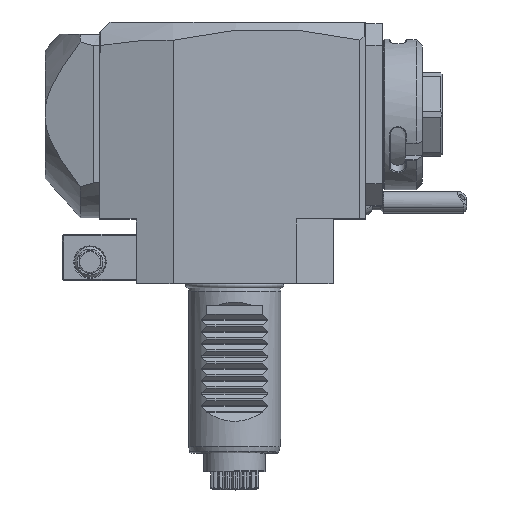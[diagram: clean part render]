
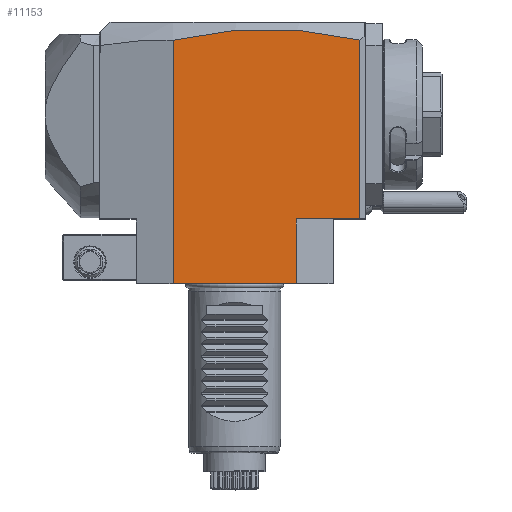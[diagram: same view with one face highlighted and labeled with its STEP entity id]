
A CAD part, top view. The second image highlights one B-rep face of the part: STEP entity #11153.
In plain terms, the highlighted planar face has unit normal (0, 0, 1).
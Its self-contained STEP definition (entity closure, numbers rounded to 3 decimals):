
#17=DIRECTION('',(-1.,0.,0.));
#18=VECTOR('',#17,40.);
#19=CARTESIAN_POINT('',(20.,0.,32.));
#20=LINE('',#19,#18);
#309=DIRECTION('',(-1.,0.,0.));
#310=VECTOR('',#309,20.5);
#311=CARTESIAN_POINT('',(40.5,21.,32.));
#312=LINE('',#311,#310);
#313=CARTESIAN_POINT('',(40.5,79.133,32.));
#314=CARTESIAN_POINT('',(35.458,80.345,32.));
#315=CARTESIAN_POINT('',(25.373,82.145,32.));
#316=CARTESIAN_POINT('',(10.247,83.032,32.));
#317=CARTESIAN_POINT('',(-4.877,82.124,32.));
#318=CARTESIAN_POINT('',(-14.959,80.311,32.));
#319=CARTESIAN_POINT('',(-20.,79.092,32.));
#325=DIRECTION('',(0.,1.,0.));
#326=VECTOR('',#325,58.133);
#327=CARTESIAN_POINT('',(40.5,21.,32.));
#328=LINE('',#327,#326);
#552=DIRECTION('',(0.,-1.,0.));
#553=VECTOR('',#552,79.092);
#554=CARTESIAN_POINT('',(-20.,79.092,32.));
#555=LINE('',#554,#553);
#5256=DIRECTION('',(0.,1.,0.));
#5257=VECTOR('',#5256,21.);
#5258=CARTESIAN_POINT('',(20.,0.,32.));
#5259=LINE('',#5258,#5257);
#10322=VERTEX_POINT('',#313);
#10323=VERTEX_POINT('',#319);
#10698=CARTESIAN_POINT('',(40.5,21.,32.));
#10699=VERTEX_POINT('',#10698);
#10712=CARTESIAN_POINT('',(20.,0.,32.));
#10713=VERTEX_POINT('',#10712);
#10714=CARTESIAN_POINT('',(-20.,0.,32.));
#10715=VERTEX_POINT('',#10714);
#11048=CARTESIAN_POINT('',(20.,21.,32.));
#11049=VERTEX_POINT('',#11048);
#11136=CARTESIAN_POINT('',(-35.103,21.,32.));
#11137=DIRECTION('',(0.,0.,1.));
#11138=DIRECTION('',(1.,0.,0.));
#11139=AXIS2_PLACEMENT_3D('',#11136,#11137,#11138);
#11140=PLANE('',#11139);
#11142=ORIENTED_EDGE('',*,*,#11141,.F.);
#11143=ORIENTED_EDGE('',*,*,#11118,.T.);
#11145=ORIENTED_EDGE('',*,*,#11144,.F.);
#11146=ORIENTED_EDGE('',*,*,#11065,.T.);
#11148=ORIENTED_EDGE('',*,*,#11147,.F.);
#11150=ORIENTED_EDGE('',*,*,#11149,.F.);
#11151=EDGE_LOOP('',(#11142,#11143,#11145,#11146,#11148,#11150));
#11152=FACE_OUTER_BOUND('',#11151,.F.);
#320=B_SPLINE_CURVE_WITH_KNOTS('',3,(#313,#314,#315,#316,#317,#318,#319),
.UNSPECIFIED.,.F.,.F.,(4,1,1,1,4),(0.,0.25,0.5,0.75,1.),
.UNSPECIFIED.);
#11065=EDGE_CURVE('',#10713,#10715,#20,.T.);
#11118=EDGE_CURVE('',#10699,#11049,#312,.T.);
#11141=EDGE_CURVE('',#10699,#10322,#328,.T.);
#11144=EDGE_CURVE('',#10713,#11049,#5259,.T.);
#11147=EDGE_CURVE('',#10323,#10715,#555,.T.);
#11149=EDGE_CURVE('',#10322,#10323,#320,.T.);
#11153=ADVANCED_FACE('',(#11152),#11140,.T.);
